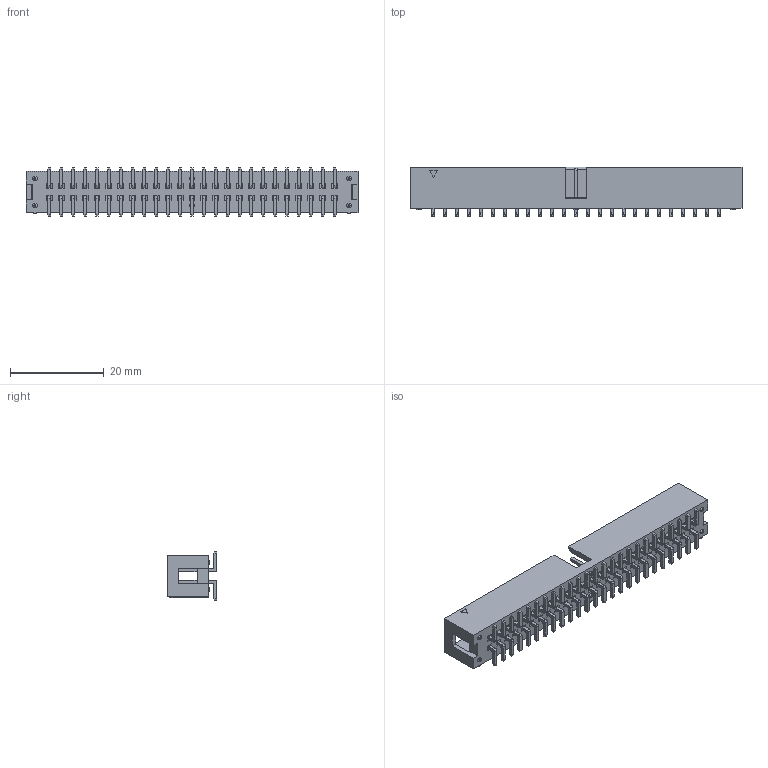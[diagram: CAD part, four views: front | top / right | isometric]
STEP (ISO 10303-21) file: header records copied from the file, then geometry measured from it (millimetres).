
FILE_DESCRIPTION (( 'STEP AP203' ), '1' );
FILE_NAME ('11093, SBH11-NBPC-D25-SM-_ _.STEP', '2016-08-30T09:13:56', ( 'LUANN HERRING' ), ( 'SULLINS' ), 'SwSTEP 2.0', 'SolidWorks 2015', '' );
FILE_SCHEMA (( 'CONFIG_CONTROL_DESIGN' ));
Length unit declared in the file: inch
Products named in the file (2): 11093, SBH11-NBPC-D25-SM-_ _
Bounding box: 71 x 10.62 x 10.3 mm (x, y, z)
Volume: 2763.2 mm3; surface area: 4961.2 mm2
Topology: 1 solids, 1 shells, 1364 faces, 3173 edges, 1914 vertices
Faces by surface type: plane 1248, cylinder 104, torus 8, bspline 4
Entity records: 37614 total; most frequent: CARTESIAN_POINT 6525, ORIENTED_EDGE 6346, DIRECTION 6133, EDGE_CURVE 3173, LINE 2929, VECTOR 2929, VERTEX_POINT 1914, AXIS2_PLACEMENT_3D 1602
